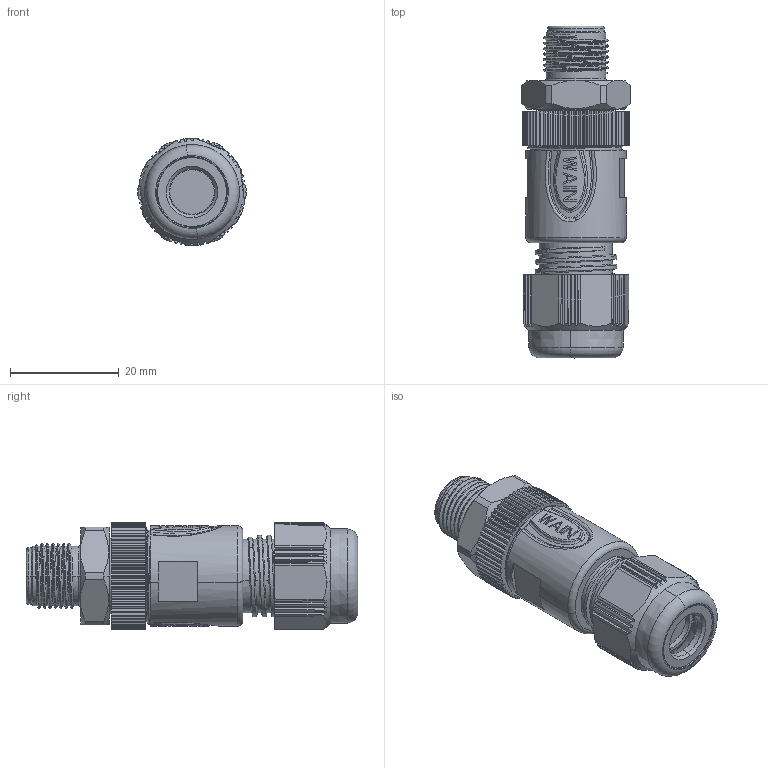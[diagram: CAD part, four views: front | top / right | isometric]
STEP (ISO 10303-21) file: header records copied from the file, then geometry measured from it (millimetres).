
FILE_DESCRIPTION((''),'2;1');
FILE_NAME('PRT0010','2021-01-04T',('zh.su'),(''),'PRO/ENGINEER BY PARAMETRIC TECHNOLOGY CORPORATION, 2012480','PRO/ENGINEER BY PARAMETRIC TECHNOLOGY CORPORATION, 2012480','');
FILE_SCHEMA(('CONFIG_CONTROL_DESIGN'));
Length unit declared in the file: millimetre
Products named in the file (1): PRT0010
Bounding box: 20 x 61.09 x 19.8 mm (x, y, z)
Volume: 13233.9 mm3; surface area: 5622.4 mm2
Topology: 1 solids, 6 shells, 680 faces, 1885 edges, 1241 vertices
Faces by surface type: plane 344, cylinder 199, cone 67, bspline 46, torus 14, sphere 8, extrusion 2
Entity records: 28766 total; most frequent: CARTESIAN_POINT 11665, ORIENTED_EDGE 3754, DIRECTION 3340, EDGE_CURVE 1877, VERTEX_POINT 1241, AXIS2_PLACEMENT_3D 1174, VECTOR 992, LINE 990
